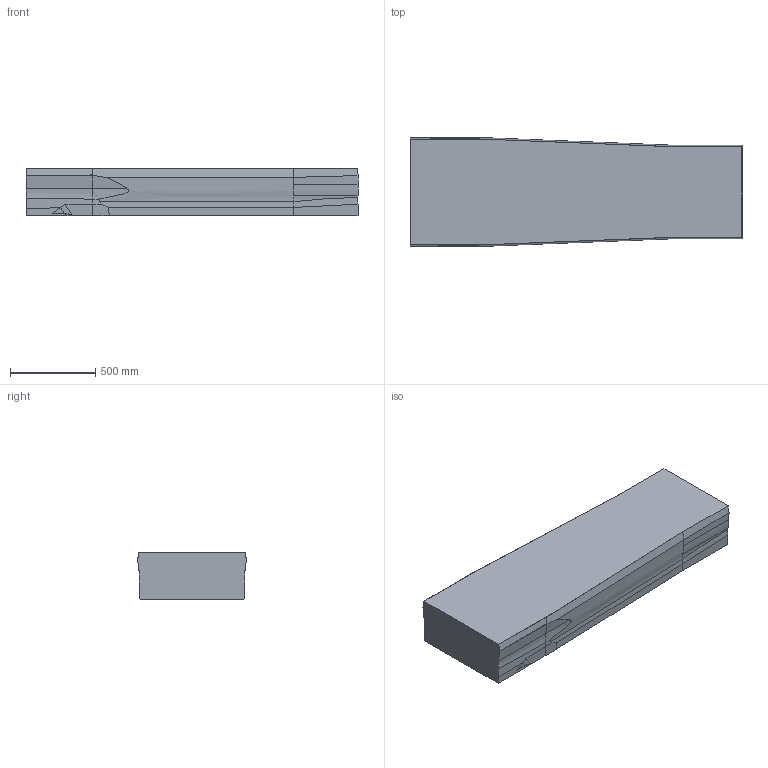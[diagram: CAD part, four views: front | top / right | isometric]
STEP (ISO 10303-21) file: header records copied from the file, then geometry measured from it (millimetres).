
FILE_DESCRIPTION (( 'STEP AP203' ), '1' );
FILE_NAME ('Chassis_Simplified_Complete.STEP', '2021-05-13T14:46:11', ( '' ), ( '' ), 'SwSTEP 2.0', 'SolidWorks 2018', '' );
FILE_SCHEMA (( 'CONFIG_CONTROL_DESIGN' ));
Length unit declared in the file: millimetre
Products named in the file (1): Chassis_Simplified_Complete
Bounding box: 1945 x 636.71 x 281.16 mm (x, y, z)
Volume: 316433277 mm3; surface area: 3658312.5 mm2
Topology: 1 solids, 1 shells, 66 faces, 158 edges, 94 vertices
Faces by surface type: plane 50, bspline 16
Entity records: 2848 total; most frequent: CARTESIAN_POINT 1396, ORIENTED_EDGE 316, DIRECTION 216, EDGE_CURVE 158, VECTOR 114, LINE 114, VERTEX_POINT 94, ADVANCED_FACE 66
